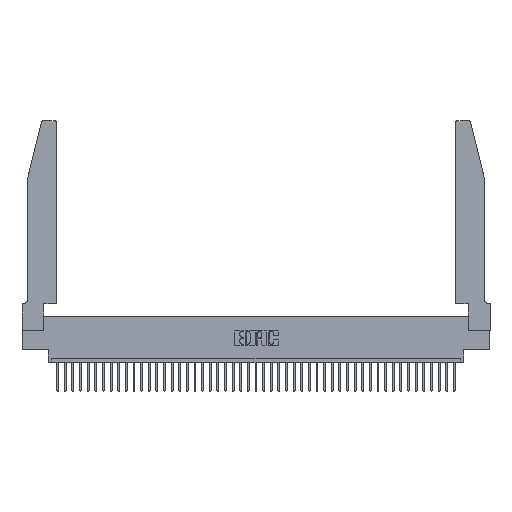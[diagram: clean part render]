
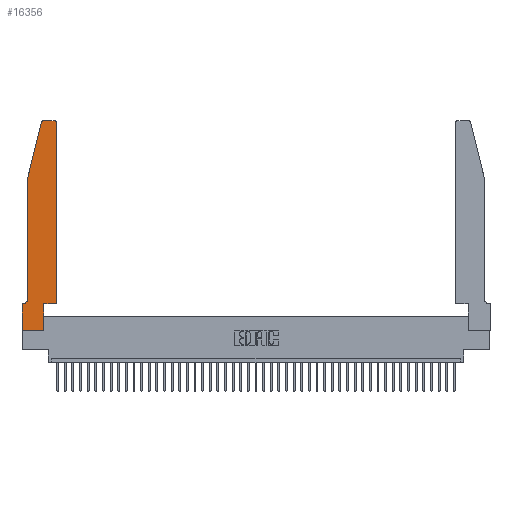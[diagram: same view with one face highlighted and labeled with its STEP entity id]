
A CAD part, top view. The second image highlights one B-rep face of the part: STEP entity #16356.
In plain terms, the highlighted planar face has unit normal (0, 0, 1).
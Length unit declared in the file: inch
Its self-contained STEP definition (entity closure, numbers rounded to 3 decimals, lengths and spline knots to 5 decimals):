
#400 = CARTESIAN_POINT ( 'NONE',  ( 0.2865, 0.35, 0.37 ) ) ;
#1028 = CARTESIAN_POINT ( 'NONE',  ( 0.2865, 0.35, 0.37 ) ) ;
#1659 = ORIENTED_EDGE ( 'NONE', *, *, #33393, .T. ) ;
#1749 = DIRECTION ( 'NONE',  ( 1., 0., 0. ) ) ;
#2169 = DIRECTION ( 'NONE',  ( 0., 0., 1. ) ) ;
#3325 = VERTEX_POINT ( 'NONE', #10843 ) ;
#3487 = CARTESIAN_POINT ( 'NONE',  ( 0., 0., 0.37 ) ) ;
#4398 = CIRCLE ( 'NONE', #32198, 0.07 ) ;
#5104 = CARTESIAN_POINT ( 'NONE',  ( 0.2605, 2.75, 0.37 ) ) ;
#5453 = EDGE_CURVE ( 'NONE', #30343, #12506, #18675, .T. ) ;
#5859 = LINE ( 'NONE', #3487, #34662 ) ;
#6775 = ORIENTED_EDGE ( 'NONE', *, *, #38727, .T. ) ;
#7649 = CARTESIAN_POINT ( 'NONE',  ( 0., 0., 0.37 ) ) ;
#7851 = EDGE_CURVE ( 'NONE', #34878, #28989, #39633, .T. ) ;
#7887 = ORIENTED_EDGE ( 'NONE', *, *, #22323, .T. ) ;
#8123 = EDGE_CURVE ( 'NONE', #8695, #30343, #42728, .T. ) ;
#8695 = VERTEX_POINT ( 'NONE', #16795 ) ;
#9103 = EDGE_CURVE ( 'NONE', #28787, #42734, #38459, .T. ) ;
#9629 = DIRECTION ( 'NONE',  ( -1., 0., 0. ) ) ;
#10341 = CARTESIAN_POINT ( 'NONE',  ( 0.0055, 0.42, 0.37 ) ) ;
#10843 = CARTESIAN_POINT ( 'NONE',  ( 0.0755, 0.42, 0.37 ) ) ;
#10862 = LINE ( 'NONE', #22688, #37113 ) ;
#11759 = DIRECTION ( 'NONE',  ( -1., 0., 0. ) ) ;
#12424 = CARTESIAN_POINT ( 'NONE',  ( 0.0755, 2., 0.37 ) ) ;
#12506 = VERTEX_POINT ( 'NONE', #30129 ) ;
#12852 = VECTOR ( 'NONE', #11759, 39.37008 ) ;
#13485 = EDGE_CURVE ( 'NONE', #26394, #34878, #5859, .T. ) ;
#13744 = DIRECTION ( 'NONE',  ( 1., 0., 0. ) ) ;
#14533 = ORIENTED_EDGE ( 'NONE', *, *, #7851, .T. ) ;
#14866 = CIRCLE ( 'NONE', #39212, 0.03 ) ;
#15085 = DIRECTION ( 'NONE',  ( 0., 1., 0. ) ) ;
#15356 = CARTESIAN_POINT ( 'NONE',  ( 0., 0.35, 0.37 ) ) ;
#15462 = CARTESIAN_POINT ( 'NONE',  ( 0.284, 2.72, 0.37 ) ) ;
#16055 = EDGE_CURVE ( 'NONE', #42734, #3325, #10862, .T. ) ;
#16100 = DIRECTION ( 'NONE',  ( -0.239, -0.971, 0. ) ) ;
#16304 = CARTESIAN_POINT ( 'NONE',  ( 0.0755, 0.35, 0.37 ) ) ;
#16356 = ADVANCED_FACE ( 'NONE', ( #40212 ), #24923, .T. ) ;
#16416 = EDGE_CURVE ( 'NONE', #23231, #8695, #33416, .T. ) ;
#16795 = CARTESIAN_POINT ( 'NONE',  ( 0.4505, 0.35, 0.37 ) ) ;
#17333 = CARTESIAN_POINT ( 'NONE',  ( 0.284, 2.75, 0.37 ) ) ;
#18464 = CARTESIAN_POINT ( 'NONE',  ( 0., 0.35, 0.37 ) ) ;
#18675 = CIRCLE ( 'NONE', #29830, 0.03 ) ;
#19033 = CARTESIAN_POINT ( 'NONE',  ( 0.4505, 0.35, 0.37 ) ) ;
#19526 = VECTOR ( 'NONE', #16100, 39.37008 ) ;
#20521 = DIRECTION ( 'NONE',  ( 0., 0., -1. ) ) ;
#20804 = ORIENTED_EDGE ( 'NONE', *, *, #30909, .T. ) ;
#22323 = EDGE_CURVE ( 'NONE', #40026, #28787, #14866, .T. ) ;
#22417 = CARTESIAN_POINT ( 'NONE',  ( 0.0055, 0.35, 0.37 ) ) ;
#22688 = CARTESIAN_POINT ( 'NONE',  ( 0.0755, 2., 0.37 ) ) ;
#22850 = VECTOR ( 'NONE', #9629, 39.37008 ) ;
#23050 = CARTESIAN_POINT ( 'NONE',  ( 0.25487, 2.72718, 0.37 ) ) ;
#23231 = VERTEX_POINT ( 'NONE', #1028 ) ;
#24136 = ORIENTED_EDGE ( 'NONE', *, *, #16055, .T. ) ;
#24460 = VECTOR ( 'NONE', #26081, 39.37008 ) ;
#24923 = PLANE ( 'NONE',  #41321 ) ;
#24968 = LINE ( 'NONE', #16304, #22850 ) ;
#26066 = CARTESIAN_POINT ( 'NONE',  ( 0., 0., 0.37 ) ) ;
#26081 = DIRECTION ( 'NONE',  ( 1., 0., 0. ) ) ;
#26099 = VECTOR ( 'NONE', #30317, 39.37008 ) ;
#26212 = ORIENTED_EDGE ( 'NONE', *, *, #9103, .T. ) ;
#26394 = VERTEX_POINT ( 'NONE', #18464 ) ;
#26560 = ORIENTED_EDGE ( 'NONE', *, *, #8123, .T. ) ;
#27530 = LINE ( 'NONE', #5104, #12852 ) ;
#27757 = ORIENTED_EDGE ( 'NONE', *, *, #37775, .T. ) ;
#28787 = VERTEX_POINT ( 'NONE', #23050 ) ;
#28989 = VERTEX_POINT ( 'NONE', #34659 ) ;
#29105 = VECTOR ( 'NONE', #15085, 39.37008 ) ;
#29830 = AXIS2_PLACEMENT_3D ( 'NONE', #32691, #36221, #32973 ) ;
#30129 = CARTESIAN_POINT ( 'NONE',  ( 0.4205, 2.75, 0.37 ) ) ;
#30317 = DIRECTION ( 'NONE',  ( 0., 1., 0. ) ) ;
#30343 = VERTEX_POINT ( 'NONE', #35129 ) ;
#30680 = VECTOR ( 'NONE', #13744, 39.37008 ) ;
#30886 = ORIENTED_EDGE ( 'NONE', *, *, #5453, .T. ) ;
#30909 = EDGE_CURVE ( 'NONE', #12506, #40026, #27530, .T. ) ;
#31010 = VERTEX_POINT ( 'NONE', #22417 ) ;
#31777 = DIRECTION ( 'NONE',  ( 1., 0., 0. ) ) ;
#32198 = AXIS2_PLACEMENT_3D ( 'NONE', #10341, #20521, #37029 ) ;
#32353 = DIRECTION ( 'NONE',  ( 0., 0., 1. ) ) ;
#32418 = LINE ( 'NONE', #400, #26099 ) ;
#32691 = CARTESIAN_POINT ( 'NONE',  ( 0.4205, 2.72, 0.37 ) ) ;
#32973 = DIRECTION ( 'NONE',  ( 1., 0., 0. ) ) ;
#33393 = EDGE_CURVE ( 'NONE', #3325, #31010, #4398, .T. ) ;
#33414 = DIRECTION ( 'NONE',  ( 0., -1., 0. ) ) ;
#33416 = LINE ( 'NONE', #42913, #24460 ) ;
#34488 = ORIENTED_EDGE ( 'NONE', *, *, #13485, .T. ) ;
#34659 = CARTESIAN_POINT ( 'NONE',  ( 0.2865, 0., 0.37 ) ) ;
#34662 = VECTOR ( 'NONE', #40611, 39.37008 ) ;
#34878 = VERTEX_POINT ( 'NONE', #7649 ) ;
#35129 = CARTESIAN_POINT ( 'NONE',  ( 0.4505, 2.72, 0.37 ) ) ;
#36221 = DIRECTION ( 'NONE',  ( 0., 0., 1. ) ) ;
#36243 = CARTESIAN_POINT ( 'NONE',  ( 0.0755, 2., 0.37 ) ) ;
#36362 = ORIENTED_EDGE ( 'NONE', *, *, #16416, .T. ) ;
#37029 = DIRECTION ( 'NONE',  ( -1., 0., 0. ) ) ;
#37113 = VECTOR ( 'NONE', #33414, 39.37008 ) ;
#37775 = EDGE_CURVE ( 'NONE', #28989, #23231, #32418, .T. ) ;
#38459 = LINE ( 'NONE', #36243, #19526 ) ;
#38727 = EDGE_CURVE ( 'NONE', #31010, #26394, #24968, .T. ) ;
#39212 = AXIS2_PLACEMENT_3D ( 'NONE', #15462, #32353, #31777 ) ;
#39633 = LINE ( 'NONE', #26066, #30680 ) ;
#40026 = VERTEX_POINT ( 'NONE', #17333 ) ;
#40212 = FACE_OUTER_BOUND ( 'NONE', #42497, .T. ) ;
#40611 = DIRECTION ( 'NONE',  ( 0., -1., 0. ) ) ;
#41321 = AXIS2_PLACEMENT_3D ( 'NONE', #15356, #2169, #1749 ) ;
#42497 = EDGE_LOOP ( 'NONE', ( #20804, #7887, #26212, #24136, #1659, #6775, #34488, #14533, #27757, #36362, #26560, #30886 ) ) ;
#42728 = LINE ( 'NONE', #19033, #29105 ) ;
#42734 = VERTEX_POINT ( 'NONE', #12424 ) ;
#42913 = CARTESIAN_POINT ( 'NONE',  ( 0.4505, 0.35, 0.37 ) ) ;
